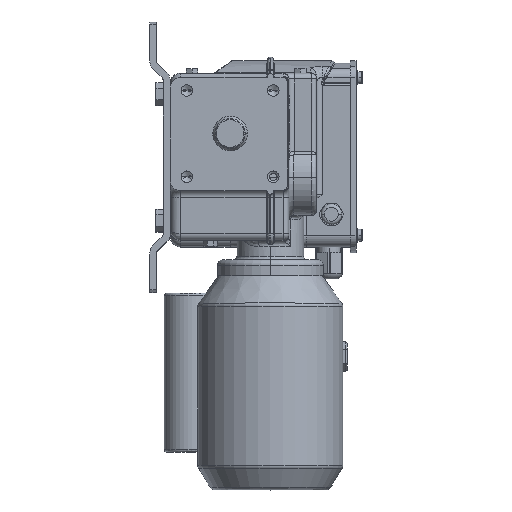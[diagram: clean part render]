
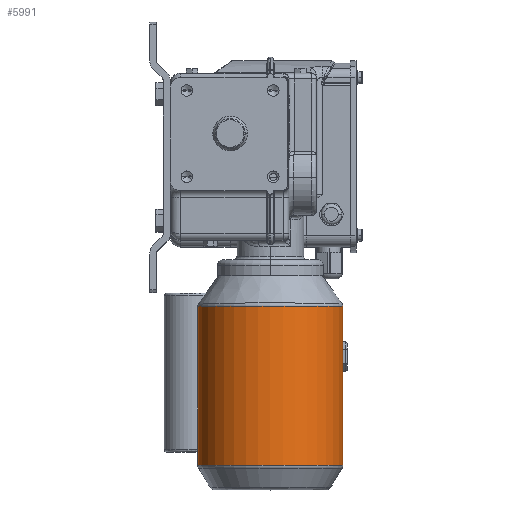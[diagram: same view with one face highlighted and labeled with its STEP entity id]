
A CAD part, top view. The second image highlights one B-rep face of the part: STEP entity #5991.
In plain terms, the highlighted cylindrical face has radius 63 mm (diameter 126 mm), a partial arc.
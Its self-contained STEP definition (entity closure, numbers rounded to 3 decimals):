
#63 = CARTESIAN_POINT ( 'NONE',  ( 0., -164.615, 63. ) ) ;
#1133 = VECTOR ( 'NONE', #10079, 1000. ) ;
#1426 = DIRECTION ( 'NONE',  ( 0., 0., 1. ) ) ;
#1771 = VERTEX_POINT ( 'NONE', #21428 ) ;
#2436 = EDGE_CURVE ( 'NONE', #17216, #9054, #14365, .T. ) ;
#2741 = DIRECTION ( 'NONE',  ( 0., -1., 0. ) ) ;
#4111 = ORIENTED_EDGE ( 'NONE', *, *, #2436, .T. ) ;
#4161 = VERTEX_POINT ( 'NONE', #4630 ) ;
#4278 = CARTESIAN_POINT ( 'NONE',  ( 0., -164.615, -63. ) ) ;
#4312 = AXIS2_PLACEMENT_3D ( 'NONE', #4978, #9862, #1426 ) ;
#4459 = DIRECTION ( 'NONE',  ( 0., 0., -1. ) ) ;
#4630 = CARTESIAN_POINT ( 'NONE',  ( 0., -26.613, 63. ) ) ;
#4978 = CARTESIAN_POINT ( 'NONE',  ( 0., 0., 0. ) ) ;
#5186 = CARTESIAN_POINT ( 'NONE',  ( 0., 0., 63. ) ) ;
#5457 = CIRCLE ( 'NONE', #8286, 63. ) ;
#5991 = ADVANCED_FACE ( 'NONE', ( #6746 ), #6421, .T. ) ;
#6421 = CYLINDRICAL_SURFACE ( 'NONE', #4312, 63. ) ;
#6746 = FACE_OUTER_BOUND ( 'NONE', #8544, .T. ) ;
#7270 = CARTESIAN_POINT ( 'NONE',  ( 0., 0., -63. ) ) ;
#7782 = EDGE_CURVE ( 'NONE', #4161, #1771, #5457, .T. ) ;
#8286 = AXIS2_PLACEMENT_3D ( 'NONE', #14546, #2741, #9518 ) ;
#8544 = EDGE_LOOP ( 'NONE', ( #14909, #4111, #13233, #9736 ) ) ;
#8795 = VECTOR ( 'NONE', #19165, 1000. ) ;
#9054 = VERTEX_POINT ( 'NONE', #63 ) ;
#9518 = DIRECTION ( 'NONE',  ( 0., 0., -1. ) ) ;
#9736 = ORIENTED_EDGE ( 'NONE', *, *, #7782, .T. ) ;
#9862 = DIRECTION ( 'NONE',  ( 0., 1., 0. ) ) ;
#10079 = DIRECTION ( 'NONE',  ( 0., 1., 0. ) ) ;
#13233 = ORIENTED_EDGE ( 'NONE', *, *, #16610, .T. ) ;
#14365 = CIRCLE ( 'NONE', #17204, 63. ) ;
#14546 = CARTESIAN_POINT ( 'NONE',  ( 0., -26.613, 0. ) ) ;
#14804 = DIRECTION ( 'NONE',  ( 0., 1., 0. ) ) ;
#14909 = ORIENTED_EDGE ( 'NONE', *, *, #18623, .F. ) ;
#16610 = EDGE_CURVE ( 'NONE', #9054, #4161, #20438, .T. ) ;
#17204 = AXIS2_PLACEMENT_3D ( 'NONE', #18030, #14804, #4459 ) ;
#17216 = VERTEX_POINT ( 'NONE', #4278 ) ;
#18030 = CARTESIAN_POINT ( 'NONE',  ( 0., -164.615, 0. ) ) ;
#18623 = EDGE_CURVE ( 'NONE', #17216, #1771, #19501, .T. ) ;
#19165 = DIRECTION ( 'NONE',  ( 0., 1., 0. ) ) ;
#19501 = LINE ( 'NONE', #7270, #8795 ) ;
#20438 = LINE ( 'NONE', #5186, #1133 ) ;
#21428 = CARTESIAN_POINT ( 'NONE',  ( 0., -26.613, -63. ) ) ;
